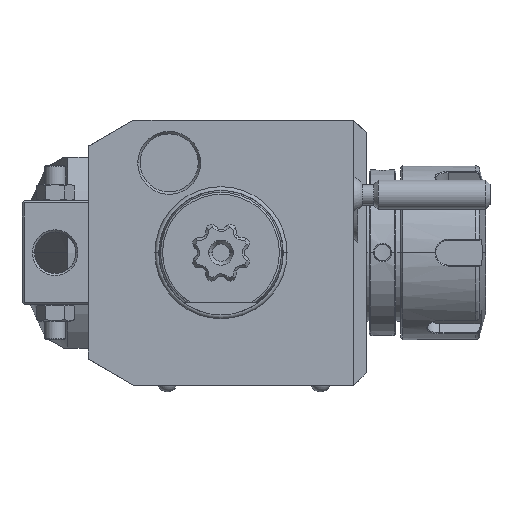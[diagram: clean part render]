
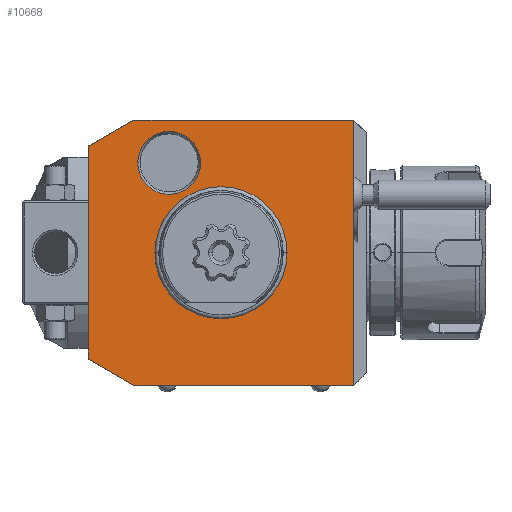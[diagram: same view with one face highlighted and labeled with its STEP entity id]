
A CAD part, front view. The second image highlights one B-rep face of the part: STEP entity #10668.
In plain terms, the highlighted planar face has unit normal (0, -1, 0).
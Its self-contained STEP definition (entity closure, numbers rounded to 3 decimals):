
#1=DIRECTION('',(-0.866,0.,-0.5));
#2=VECTOR('',#1,12.702);
#3=CARTESIAN_POINT('',(-21.,0.,32.));
#4=LINE('',#3,#2);
#5=DIRECTION('',(-1.,0.,0.));
#6=VECTOR('',#5,53.);
#7=CARTESIAN_POINT('',(32.,0.,32.));
#8=LINE('',#7,#6);
#9=DIRECTION('',(0.,0.,1.));
#10=VECTOR('',#9,64.);
#11=CARTESIAN_POINT('',(32.,0.,-32.));
#12=LINE('',#11,#10);
#13=DIRECTION('',(1.,0.,0.));
#14=VECTOR('',#13,53.);
#15=CARTESIAN_POINT('',(-21.,0.,-32.));
#16=LINE('',#15,#14);
#17=DIRECTION('',(0.866,0.,-0.5));
#18=VECTOR('',#17,12.702);
#19=CARTESIAN_POINT('',(-32.,0.,-25.649));
#20=LINE('',#19,#18);
#21=DIRECTION('',(0.,0.,-1.));
#22=VECTOR('',#21,51.298);
#23=CARTESIAN_POINT('',(-32.,0.,25.649));
#24=LINE('',#23,#22);
#25=CARTESIAN_POINT('',(-12.5,0.,21.651));
#26=DIRECTION('',(0.,1.,0.));
#27=DIRECTION('',(1.,0.,0.));
#28=AXIS2_PLACEMENT_3D('',#25,#26,#27);
#30=CARTESIAN_POINT('',(-12.5,0.,21.651));
#31=DIRECTION('',(0.,1.,0.));
#32=DIRECTION('',(-1.,0.,0.));
#33=AXIS2_PLACEMENT_3D('',#30,#31,#32);
#7353=CARTESIAN_POINT('',(0.,0.,0.));
#7354=DIRECTION('',(0.,-1.,0.));
#7355=DIRECTION('',(1.,0.,0.));
#7356=AXIS2_PLACEMENT_3D('',#7353,#7354,#7355);
#7358=CARTESIAN_POINT('',(0.,0.,0.));
#7359=DIRECTION('',(0.,-1.,0.));
#7360=DIRECTION('',(-1.,0.,0.));
#7361=AXIS2_PLACEMENT_3D('',#7358,#7359,#7360);
#9600=CARTESIAN_POINT('',(-4.923,0.,21.651));
#9601=CARTESIAN_POINT('',(-20.077,0.,21.651));
#9602=VERTEX_POINT('',#9600);
#9603=VERTEX_POINT('',#9601);
#10395=CARTESIAN_POINT('',(-21.,0.,32.));
#10396=CARTESIAN_POINT('',(-32.,0.,25.649));
#10397=VERTEX_POINT('',#10395);
#10398=VERTEX_POINT('',#10396);
#10399=CARTESIAN_POINT('',(-32.,0.,-25.649));
#10400=VERTEX_POINT('',#10399);
#10401=CARTESIAN_POINT('',(-21.,0.,-32.));
#10402=VERTEX_POINT('',#10401);
#10403=CARTESIAN_POINT('',(32.,0.,-32.));
#10404=VERTEX_POINT('',#10403);
#10405=CARTESIAN_POINT('',(32.,0.,32.));
#10406=VERTEX_POINT('',#10405);
#10491=CARTESIAN_POINT('',(15.783,0.,0.));
#10492=CARTESIAN_POINT('',(-15.783,0.,0.));
#10493=VERTEX_POINT('',#10491);
#10494=VERTEX_POINT('',#10492);
#10637=CARTESIAN_POINT('',(0.,0.,0.));
#10638=DIRECTION('',(0.,-1.,0.));
#10639=DIRECTION('',(-1.,0.,0.));
#10640=AXIS2_PLACEMENT_3D('',#10637,#10638,#10639);
#10641=PLANE('',#10640);
#10643=ORIENTED_EDGE('',*,*,#10642,.F.);
#10645=ORIENTED_EDGE('',*,*,#10644,.F.);
#10647=ORIENTED_EDGE('',*,*,#10646,.F.);
#10649=ORIENTED_EDGE('',*,*,#10648,.F.);
#10651=ORIENTED_EDGE('',*,*,#10650,.F.);
#10653=ORIENTED_EDGE('',*,*,#10652,.F.);
#10654=EDGE_LOOP('',(#10643,#10645,#10647,#10649,#10651,#10653));
#10655=FACE_OUTER_BOUND('',#10654,.F.);
#10657=ORIENTED_EDGE('',*,*,#10656,.T.);
#10659=ORIENTED_EDGE('',*,*,#10658,.T.);
#10660=EDGE_LOOP('',(#10657,#10659));
#10661=FACE_BOUND('',#10660,.F.);
#10663=ORIENTED_EDGE('',*,*,#10662,.F.);
#10665=ORIENTED_EDGE('',*,*,#10664,.F.);
#10666=EDGE_LOOP('',(#10663,#10665));
#10667=FACE_BOUND('',#10666,.F.);
#29=CIRCLE('',#28,7.577);
#34=CIRCLE('',#33,7.577);
#7357=CIRCLE('',#7356,15.783);
#7362=CIRCLE('',#7361,15.783);
#10642=EDGE_CURVE('',#10397,#10398,#4,.T.);
#10644=EDGE_CURVE('',#10406,#10397,#8,.T.);
#10646=EDGE_CURVE('',#10404,#10406,#12,.T.);
#10648=EDGE_CURVE('',#10402,#10404,#16,.T.);
#10650=EDGE_CURVE('',#10400,#10402,#20,.T.);
#10652=EDGE_CURVE('',#10398,#10400,#24,.T.);
#10656=EDGE_CURVE('',#10493,#10494,#7357,.T.);
#10658=EDGE_CURVE('',#10494,#10493,#7362,.T.);
#10662=EDGE_CURVE('',#9602,#9603,#29,.T.);
#10664=EDGE_CURVE('',#9603,#9602,#34,.T.);
#10668=ADVANCED_FACE('',(#10655,#10661,#10667),#10641,.T.);
